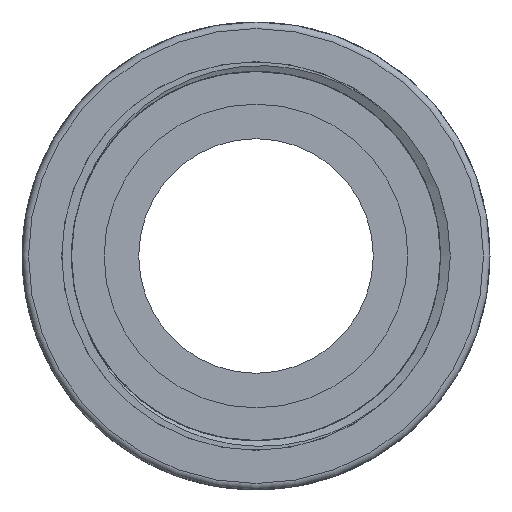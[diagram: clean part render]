
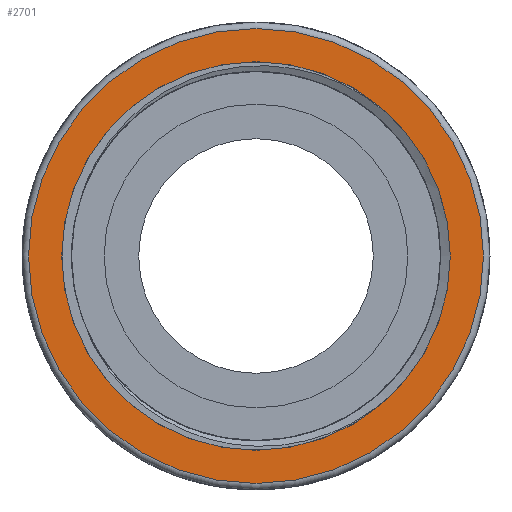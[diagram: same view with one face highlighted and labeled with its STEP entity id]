
A CAD part, front view. The second image highlights one B-rep face of the part: STEP entity #2701.
In plain terms, the highlighted planar face has unit normal (0, -1, 0).
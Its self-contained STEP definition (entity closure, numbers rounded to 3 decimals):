
#2370=PLANE('',#8265);
#2701=ADVANCED_FACE('',(#3079,#3080),#2370,.T.);
#3079=FACE_BOUND('',#3388,.T.);
#3080=FACE_BOUND('',#3389,.T.);
#3388=EDGE_LOOP('',(#4665));
#3389=EDGE_LOOP('',(#4666));
#4665=ORIENTED_EDGE('',*,*,#7289,.T.);
#4666=ORIENTED_EDGE('',*,*,#7290,.T.);
#6348=VERTEX_POINT('',#13068);
#6349=VERTEX_POINT('',#13070);
#7289=EDGE_CURVE('',#6348,#6348,#7881,.T.);
#7290=EDGE_CURVE('',#6349,#6349,#7882,.T.);
#7881=CIRCLE('',#8263,29.807);
#7882=CIRCLE('',#8264,34.9);
#8263=AXIS2_PLACEMENT_3D('',#13067,#9443,#9444);
#8264=AXIS2_PLACEMENT_3D('',#13069,#9445,#9446);
#8265=AXIS2_PLACEMENT_3D('',#13071,#9447,#9448);
#9443=DIRECTION('',(0.,1.,0.));
#9444=DIRECTION('',(1.,0.,0.));
#9445=DIRECTION('',(0.,-1.,0.));
#9446=DIRECTION('',(1.,0.,0.));
#9447=DIRECTION('',(0.,-1.,0.));
#9448=DIRECTION('',(-1.,0.,0.));
#13067=CARTESIAN_POINT('',(-122.044,-46.734,390.));
#13068=CARTESIAN_POINT('',(-92.237,-46.734,390.));
#13069=CARTESIAN_POINT('',(-122.044,-46.734,390.));
#13070=CARTESIAN_POINT('',(-87.144,-46.734,390.));
#13071=CARTESIAN_POINT('',(-122.044,-46.734,390.));
